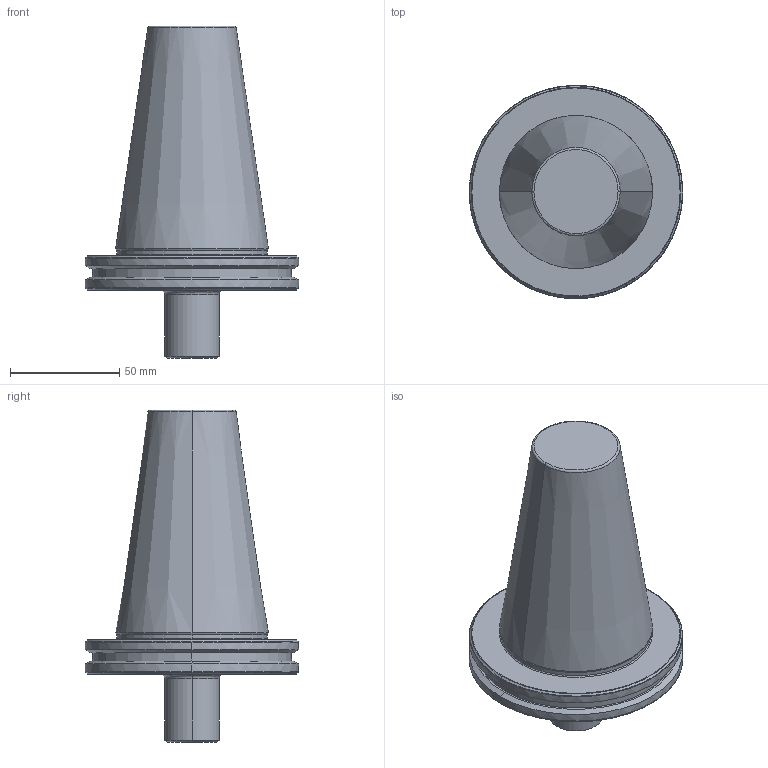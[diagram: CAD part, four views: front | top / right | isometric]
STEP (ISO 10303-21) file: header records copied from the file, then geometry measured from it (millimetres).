
FILE_DESCRIPTION (( 'STEP AP203' ), '1' );
FILE_NAME ('SK 50 MT01 050 6.3G15000 SL.STEP', '2019-05-03T06:24:35', ( '' ), ( '' ), 'SwSTEP 2.0', 'SolidWorks 2014', '' );
FILE_SCHEMA (( 'CONFIG_CONTROL_DESIGN' ));
Length unit declared in the file: millimetre
Products named in the file (1): SK 50 MT01 050 6.3G15000 SL
Bounding box: 97.5 x 97.5 x 151.75 mm (x, y, z)
Volume: 388695 mm3; surface area: 38896.2 mm2
Topology: 1 solids, 1 shells, 60 faces, 148 edges, 94 vertices
Faces by surface type: bspline 18, cone 14, torus 12, cylinder 10, plane 6
Entity records: 2943 total; most frequent: CARTESIAN_POINT 1507, ORIENTED_EDGE 296, DIRECTION 286, EDGE_CURVE 148, AXIS2_PLACEMENT_3D 131, VERTEX_POINT 94, CIRCLE 88, EDGE_LOOP 64
